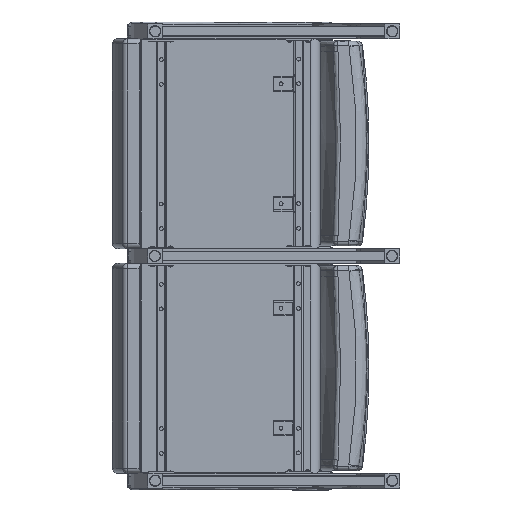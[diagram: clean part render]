
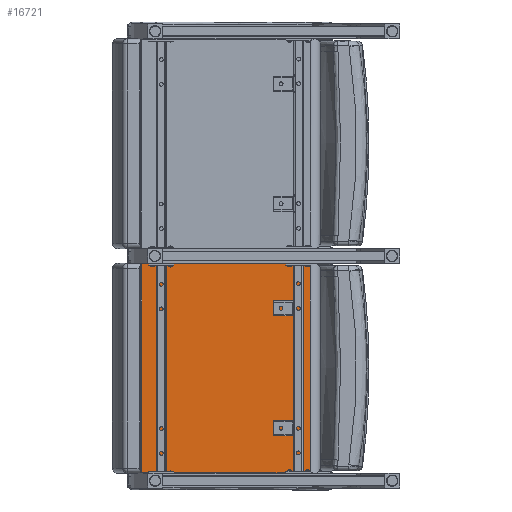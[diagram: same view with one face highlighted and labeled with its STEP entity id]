
A CAD part, front view. The second image highlights one B-rep face of the part: STEP entity #16721.
In plain terms, the highlighted planar face has unit normal (0, -1, 0).
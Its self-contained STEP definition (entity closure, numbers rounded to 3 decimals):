
#3431=FACE_OUTER_BOUND('',#4683,.T.);
#4683=EDGE_LOOP('',(#13011,#13012,#13013,#13014));
#5928=LINE('',#29352,#6884);
#5944=LINE('',#29486,#6900);
#5950=LINE('',#29573,#6906);
#5951=LINE('',#29575,#6907);
#6884=VECTOR('',#21154,0.394);
#6900=VECTOR('',#21230,0.394);
#6906=VECTOR('',#21292,0.394);
#6907=VECTOR('',#21295,0.394);
#7964=VERTEX_POINT('',#29340);
#7965=VERTEX_POINT('',#29351);
#7989=VERTEX_POINT('',#29474);
#7990=VERTEX_POINT('',#29485);
#9687=EDGE_CURVE('',#7964,#7965,#5928,.T.);
#9726=EDGE_CURVE('',#7989,#7990,#5944,.T.);
#9751=EDGE_CURVE('',#7989,#7965,#5950,.T.);
#9752=EDGE_CURVE('',#7990,#7964,#5951,.T.);
#13011=ORIENTED_EDGE('',*,*,#9687,.F.);
#13012=ORIENTED_EDGE('',*,*,#9752,.F.);
#13013=ORIENTED_EDGE('',*,*,#9726,.F.);
#13014=ORIENTED_EDGE('',*,*,#9751,.T.);
#16176=PLANE('',#18267);
#16721=ADVANCED_FACE('',(#3431),#16176,.T.);
#18267=AXIS2_PLACEMENT_3D('',#29574,#21293,#21294);
#21154=DIRECTION('',(1.,0.,0.));
#21230=DIRECTION('',(-1.,0.,0.));
#21292=DIRECTION('',(0.,0.,1.));
#21293=DIRECTION('center_axis',(0.,-1.,0.));
#21294=DIRECTION('ref_axis',(1.,0.,0.));
#21295=DIRECTION('',(0.,0.,1.));
#29340=CARTESIAN_POINT('',(-12.083,0.797,20.966));
#29351=CARTESIAN_POINT('',(4.791,0.797,20.966));
#29352=CARTESIAN_POINT('',(-9.146,0.797,20.966));
#29474=CARTESIAN_POINT('',(4.791,0.797,0.034));
#29485=CARTESIAN_POINT('',(-12.083,0.797,0.034));
#29486=CARTESIAN_POINT('',(-9.146,0.797,0.034));
#29573=CARTESIAN_POINT('',(4.791,0.797,0.));
#29574=CARTESIAN_POINT('Origin',(-12.083,0.797,0.));
#29575=CARTESIAN_POINT('',(-12.083,0.797,0.));
